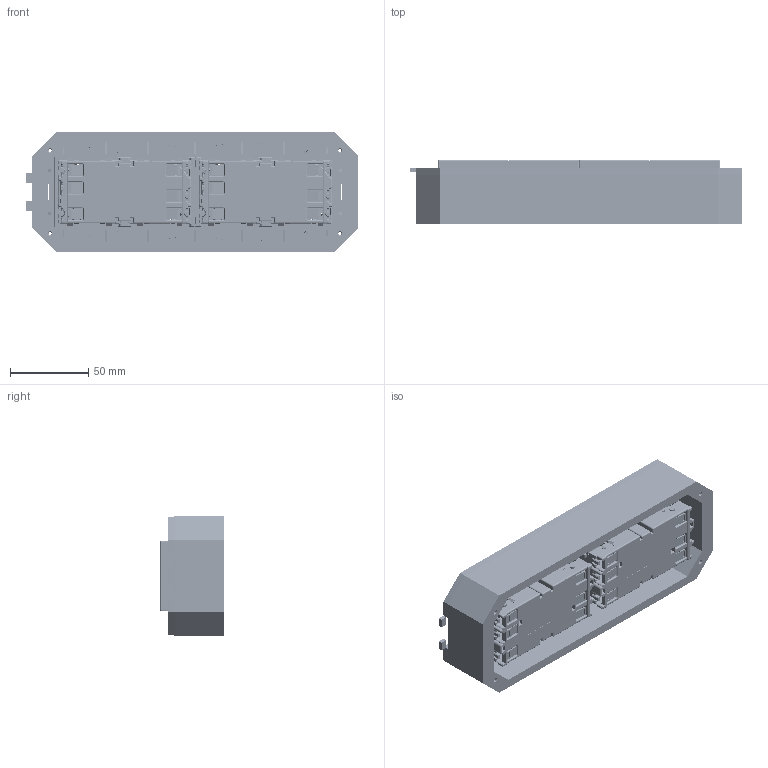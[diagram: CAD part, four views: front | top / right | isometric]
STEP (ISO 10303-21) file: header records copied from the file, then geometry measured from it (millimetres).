
FILE_DESCRIPTION (( 'STEP AP214' ), '1' );
FILE_NAME ('7404682_KSTP1.stp', '2025-10-01T14:24:51', ( '' ), ( '' ), 'SwSTEP 2.0', 'SolidWorks 2024', '' );
FILE_SCHEMA (( 'AUTOMOTIVE_DESIGN' ));
Products named in the file (7): 7404672_KSTP1.stp; 072099_Standard.stp; 7404682_KSTP1; 072095_Standard.stp; 073041_Standard.stp; 072941_Standard.stp; 071656_Standard.stp
Assembly tree (7 placements, depth 4):
  7404682_KSTP1
    7404672_KSTP1.stp
      073041_Standard.stp  x2
        072099_Standard.stp
        072095_Standard.stp
      072941_Standard.stp
      071656_Standard.stp
Bounding box: 211.9 x 40.55 x 76 mm (x, y, z)
Volume: 164193 mm3; surface area: 212924.4 mm2
Topology: 8 solids, 8 shells, 8245 faces, 23124 edges, 14604 vertices
Faces by surface type: plane 4753, cylinder 2654, bspline 680, cone 94, torus 64
Entity records: 165585 total; most frequent: CARTESIAN_POINT 52540, ORIENTED_EDGE 25504, DIRECTION 20858, EDGE_CURVE 12752, LINE 8966, VECTOR 8966, VERTEX_POINT 8148, AXIS2_PLACEMENT_3D 5946
